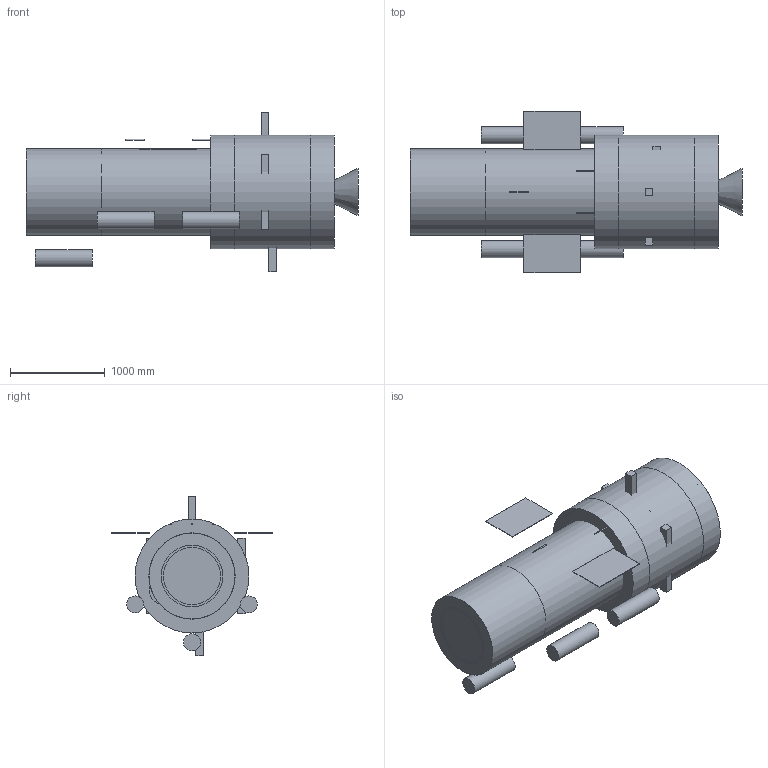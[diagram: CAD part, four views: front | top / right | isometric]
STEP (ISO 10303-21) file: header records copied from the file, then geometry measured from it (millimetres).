
FILE_DESCRIPTION(('FreeCAD Model'),'2;1');
FILE_NAME('Open CASCADE Shape Model','2025-11-14T04:04:16',('Author'),( ''),'Open CASCADE STEP processor 7.8','FreeCAD','Unknown');
FILE_SCHEMA(('AUTOMOTIVE_DESIGN { 1 0 10303 214 1 1 1 1 }'));
Length unit declared in the file: millimetre
Products named in the file (52): Carbon_Shield_Fallback; DFD_Ship; Hull_Shell_fallback; Cockpit; Reactor; Moderator; Nozzle; Tank; Wing_Left; Wing_Right; Fin; Ablative_Shield; Solar_Left; Solar_Right; Antenna1; Antenna2; Antenna3; Propulsor_Asm; Ring_0; Ring_1; Ring_2; Ring_3; Ring_4; Ring_5; Coil_0; Coil_1; Coil_2; Coil_3; Tungsten_Post_0; Tungsten_Post_1; Tungsten_Post_2; Tungsten_Post_3; Tungsten_Post_4; Tungsten_Post_5; Truss_0; Truss_1; Truss_2; Leg_Side__1; Leg_Side2__1; Leg_Side_1 ...
Assembly tree (41 placements, depth 2):
  Carbon_Shield_Fallback
  DFD_Ship
    Hull_Shell_fallback
    Cockpit
    Reactor
    Moderator
    Nozzle
    Tank
    Wing_Left
    Wing_Right
    Fin
    Carbon_Shield_Fallback
    Ablative_Shield
    Solar_Left
    Solar_Right
    Antenna1
    Antenna2
    Antenna3
    Propulsor_Asm
    Ring_0
    Ring_1
    Ring_2
    Ring_3
    Ring_4
    Ring_5
    Coil_0
    Coil_1
    Coil_2
    Coil_3
    Tungsten_Post_0
    Tungsten_Post_1
    Tungsten_Post_2
    Tungsten_Post_3
    Tungsten_Post_4
    Tungsten_Post_5
    Truss_0
    Truss_1
    Truss_2
    Leg_Side__1
    Leg_Side2__1
    Leg_Side_1
    Leg_Side2_1
    Leg_Front
  Nose
  Mid
  Rear
Bounding box: 3500 x 1700 x 1680 mm (x, y, z)
Surface area: 117279335.1 mm2
Topology: 52 solids, 55 shells, 201 faces, 300 edges, 198 vertices
Faces by surface type: plane 155, cylinder 35, torus 6, cone 5
Full cylindrical faces by diameter (mm): 10 x9, 80 x3, 180 x5, 300 x1, 400 x2, 800 x1, 840 x2, 900 x2, 906 x3, 910 x3, 1200 x4
Entity records: 9644 total; most frequent: DIRECTION 1470, CARTESIAN_POINT 1335, LINE 726, VECTOR 726, ORIENTED_EDGE 596, PCURVE 596, DEFINITIONAL_REPRESENTATION 596, AXIS2_PLACEMENT_3D 333
